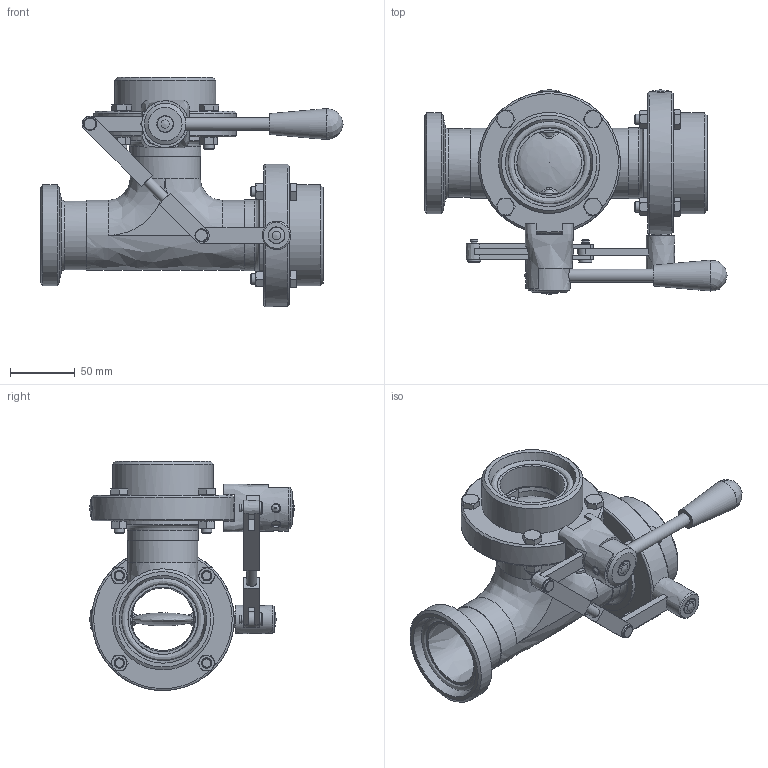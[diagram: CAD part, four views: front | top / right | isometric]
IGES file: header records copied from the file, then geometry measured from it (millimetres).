
Global section: file name: Klapka spřažená typ P DN050,22; native system: HAutodesk Inventor 2015; preprocessor: unknown; author: Struska Martin; date: 20160622.104446; units: millimetre
Bounding box: 233.4 x 158.24 x 177 mm (x, y, z)
Volume: 664557.6 mm3; surface area: 233169.1 mm2
Topology: 3 solids, 26 shells, 782 faces, 2071 edges, 1371 vertices
Faces by surface type: bspline 782
